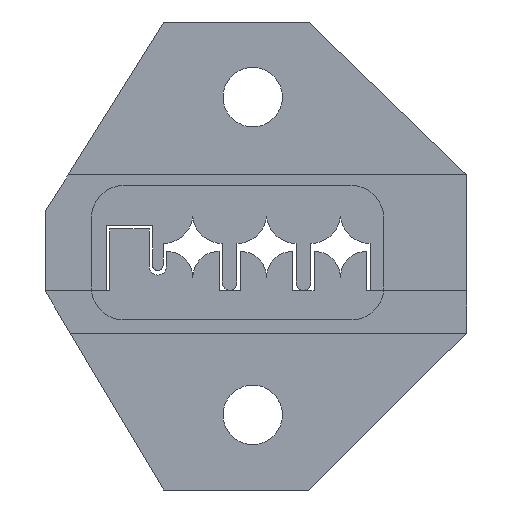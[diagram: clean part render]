
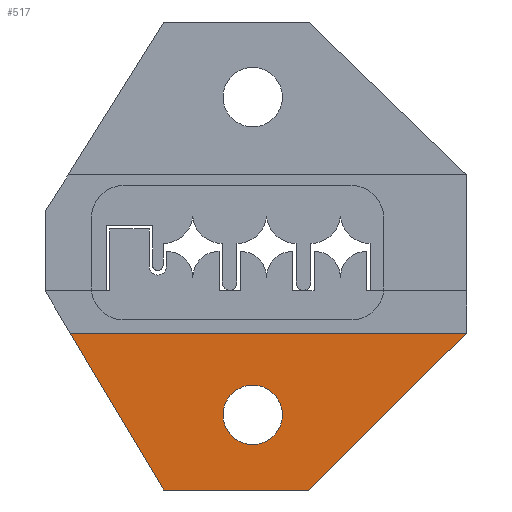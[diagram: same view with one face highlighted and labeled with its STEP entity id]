
A CAD part, left-side view. The second image highlights one B-rep face of the part: STEP entity #517.
In plain terms, the highlighted planar face has unit normal (-1, 0, 0).
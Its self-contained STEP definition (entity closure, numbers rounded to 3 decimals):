
#517=ADVANCED_FACE('',(#1505,#1506),#699,.T.);
#699=PLANE('',#4365);
#811=CIRCLE('',#4359,2.25);
#1025=LINE('',#7437,#1351);
#1034=LINE('',#7455,#1360);
#1035=LINE('',#7457,#1361);
#1036=LINE('',#7459,#1362);
#1351=VECTOR('',#4994,1.);
#1360=VECTOR('',#5007,1.);
#1361=VECTOR('',#5010,1.);
#1362=VECTOR('',#5011,1.);
#1505=FACE_BOUND('',#1676,.T.);
#1506=FACE_BOUND('',#1677,.T.);
#1676=EDGE_LOOP('',(#2535));
#1677=EDGE_LOOP('',(#2536,#2537,#2538,#2539));
#2535=ORIENTED_EDGE('',*,*,#3766,.F.);
#2536=ORIENTED_EDGE('',*,*,#3770,.T.);
#2537=ORIENTED_EDGE('',*,*,#3779,.F.);
#2538=ORIENTED_EDGE('',*,*,#3780,.T.);
#2539=ORIENTED_EDGE('',*,*,#3781,.F.);
#3259=VERTEX_POINT('',#7428);
#3263=VERTEX_POINT('',#7436);
#3264=VERTEX_POINT('',#7438);
#3270=VERTEX_POINT('',#7454);
#3271=VERTEX_POINT('',#7458);
#3766=EDGE_CURVE('',#3259,#3259,#811,.T.);
#3770=EDGE_CURVE('',#3264,#3263,#1025,.T.);
#3779=EDGE_CURVE('',#3270,#3263,#1034,.T.);
#3780=EDGE_CURVE('',#3270,#3271,#1035,.T.);
#3781=EDGE_CURVE('',#3264,#3271,#1036,.T.);
#4359=AXIS2_PLACEMENT_3D('',#7427,#4986,#4987);
#4365=AXIS2_PLACEMENT_3D('',#7460,#5012,#5013);
#4986=DIRECTION('',(-1.,0.,0.));
#4987=DIRECTION('',(0.,0.,1.));
#4994=DIRECTION('',(0.,-0.71,0.704));
#5007=DIRECTION('',(0.,-1.,0.));
#5010=DIRECTION('',(0.,-0.512,-0.859));
#5011=DIRECTION('',(0.,1.,0.));
#5012=DIRECTION('',(-1.,0.,0.));
#5013=DIRECTION('',(0.,0.,1.));
#7427=CARTESIAN_POINT('',(2.05,16.25,-6.2));
#7428=CARTESIAN_POINT('',(2.05,16.25,-3.95));
#7436=CARTESIAN_POINT('',(2.05,0.,0.));
#7437=CARTESIAN_POINT('',(2.05,0.,0.));
#7438=CARTESIAN_POINT('',(2.05,12.,-11.9));
#7454=CARTESIAN_POINT('',(2.05,30.093,0.));
#7455=CARTESIAN_POINT('',(2.05,-10.,0.));
#7457=CARTESIAN_POINT('',(2.05,23.,-11.9));
#7458=CARTESIAN_POINT('',(2.05,23.,-11.9));
#7459=CARTESIAN_POINT('',(2.05,-10.,-11.9));
#7460=CARTESIAN_POINT('',(2.05,-10.,-11.9));
